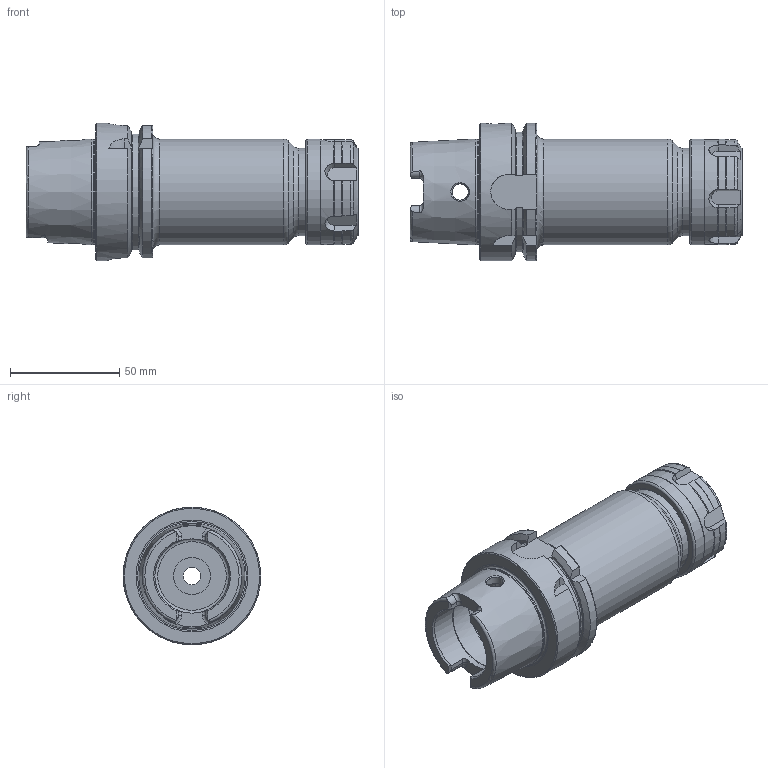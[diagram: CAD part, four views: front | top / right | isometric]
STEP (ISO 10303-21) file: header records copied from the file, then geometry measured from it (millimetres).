
FILE_DESCRIPTION(/* description */ (''),/* implementation_level */ '2;1');
FILE_NAME(/* name */ 'TQ108_HSK63A-SKA20-120.stp',/* time_stamp */ '2024-07-23T11:00:32+09:00',/* author */ ('YSH'),/* organization */ (''),/* preprocessor_version */ 'ST-DEVELOPER v20',/* originating_system */ 'Autodesk Inventor 2024',/* authorisation */ '');
FILE_SCHEMA (('AUTOMOTIVE_DESIGN { 1 0 10303 214 3 1 1 }'));
Length unit declared in the file: millimetre
Products named in the file (3): LO-HSK63A-SKA20-120; LO-HSK63A-SKA20-120_1; SKN13-NUT
Assembly tree (2 placements, depth 2):
  LO-HSK63A-SKA20-120
    LO-HSK63A-SKA20-120_1
    SKN13-NUT
Bounding box: 152 x 63 x 63 mm (x, y, z)
Volume: 205034.4 mm3; surface area: 48346.1 mm2
Topology: 2 solids, 2 shells, 202 faces, 547 edges, 357 vertices
Faces by surface type: plane 67, cylinder 54, cone 43, torus 36, bspline 2
Full cylindrical faces by diameter (mm): 7.5 x2, 8 x1, 10 x1, 16.917 x1, 19 x1, 20.498 x1, 24 x1, 29.2 x1, 31 x1, 34 x2, 38 x1, 38.917 x1, 40 x2, 40.4 x2, 48.041 x1, 48.1 x1, 48.5 x2, 63 x1
Entity records: 7348 total; most frequent: CARTESIAN_POINT 2241, ORIENTED_EDGE 1094, DIRECTION 1044, EDGE_CURVE 547, AXIS2_PLACEMENT_3D 429, VERTEX_POINT 357, EDGE_LOOP 218, CIRCLE 216
